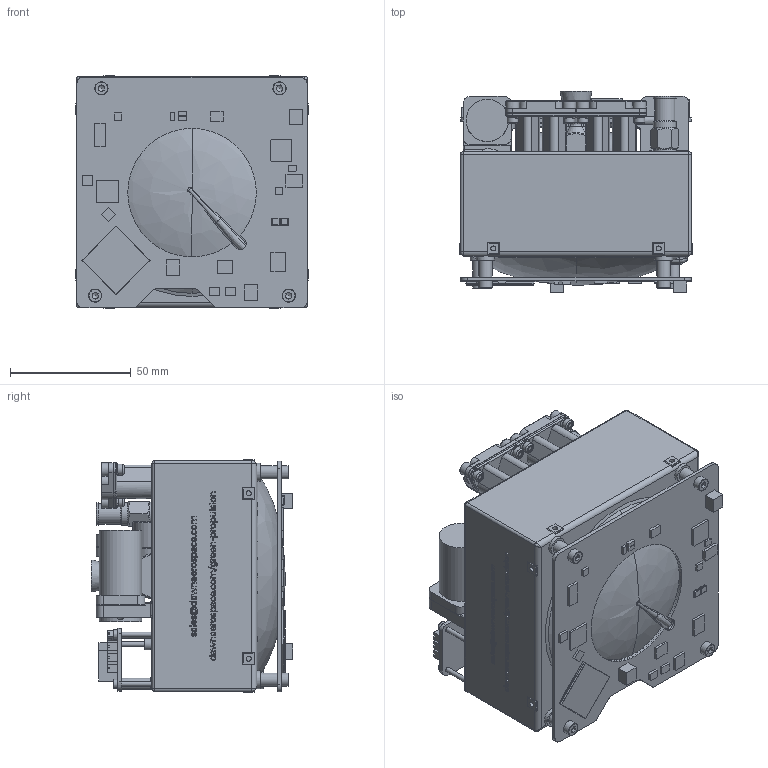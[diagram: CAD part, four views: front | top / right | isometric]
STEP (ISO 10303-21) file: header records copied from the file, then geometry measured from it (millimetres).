
FILE_DESCRIPTION (( 'STEP AP214' ), '1' );
FILE_NAME ('DA14_Defeatured (0.8U).STEP', '2021-12-15T21:14:08', ( '' ), ( '' ), 'SwSTEP 2.0', 'SolidWorks 2019', '' );
FILE_SCHEMA (( 'AUTOMOTIVE_DESIGN' ));
Length unit declared in the file: millimetre
Products named in the file (1): DA14_Defeatured (0.8U)
Bounding box: 96 x 83.1 x 96 mm (x, y, z)
Volume: 470074.9 mm3; surface area: 79566.3 mm2
Topology: 1 solids, 19 shells, 3214 faces, 8370 edges, 5359 vertices
Faces by surface type: plane 1831, bspline 904, cylinder 371, cone 106, torus 2
Full cylindrical faces by diameter (mm): 2 x8, 2.05 x8, 2.1 x8, 2.5 x10, 3 x10, 3.18 x4, 3.2 x6, 3.5 x1, 3.8 x8, 4.5 x6, 4.7 x4, 5.5 x17, 6.4 x1, 7.5 x4, 8.4 x1, 9.4 x2, 9.7 x1, 15.009 x1, 17.5 x2, 18 x2, 19 x3
Entity records: 171737 total; most frequent: CARTESIAN_POINT 66210, ORIENTED_EDGE 15966, DIRECTION 11510, EDGE_CURVE 7983, VERTEX_POINT 5219, VECTOR 4932, LINE 4932, EDGE_LOOP 3678
